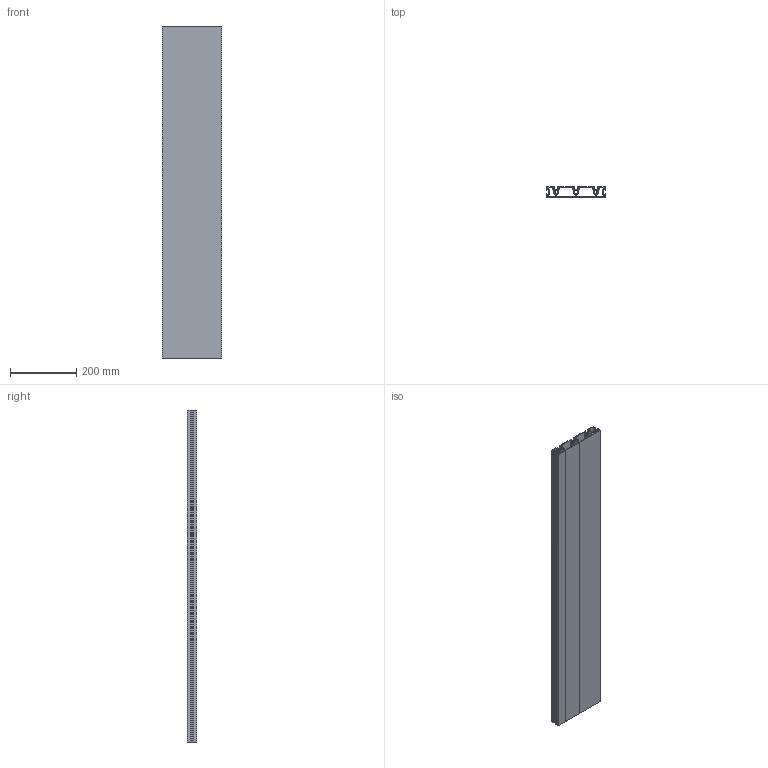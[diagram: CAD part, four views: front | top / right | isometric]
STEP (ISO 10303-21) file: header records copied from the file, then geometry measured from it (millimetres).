
FILE_DESCRIPTION (( 'STEP AP214' ), '1' );
FILE_NAME ('3318T Êîíñòðóêöèîííûé ïðîôèëü äëÿ ñòîëà 30õ180.STEP', '2023-06-16T14:36:44', ( '' ), ( '' ), 'SwSTEP 2.0', 'SolidWorks 2022', '' );
FILE_SCHEMA (( 'AUTOMOTIVE_DESIGN' ));
Length unit declared in the file: millimetre
Products named in the file (1): 3318T Конструкционный профиль для стола 30х180
Bounding box: 180 x 30 x 1000 mm (x, y, z)
Volume: 1245989.7 mm3; surface area: 1210201.9 mm2
Topology: 1 solids, 1 shells, 256 faces, 762 edges, 508 vertices
Faces by surface type: plane 137, cylinder 119
Entity records: 8706 total; most frequent: CARTESIAN_POINT 1527, ORIENTED_EDGE 1524, DIRECTION 1514, EDGE_CURVE 762, LINE 524, VECTOR 524, VERTEX_POINT 508, AXIS2_PLACEMENT_3D 495
